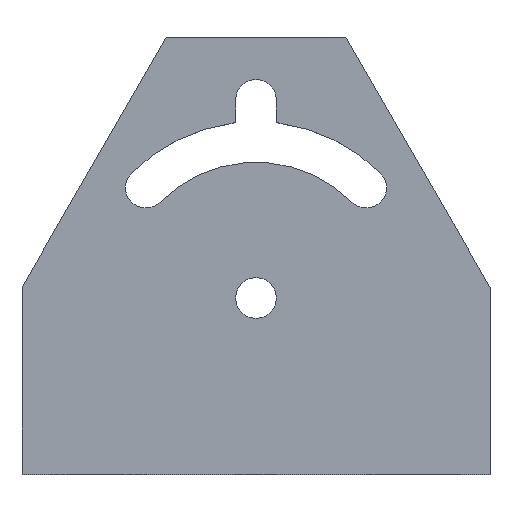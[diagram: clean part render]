
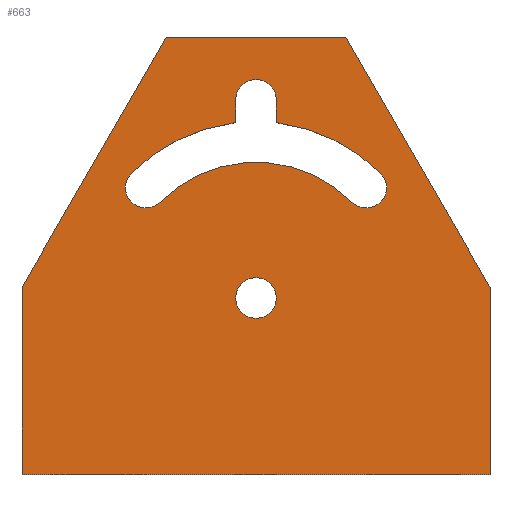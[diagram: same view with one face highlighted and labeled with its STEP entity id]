
A CAD part, top view. The second image highlights one B-rep face of the part: STEP entity #663.
In plain terms, the highlighted planar face has unit normal (0, 0, 1).
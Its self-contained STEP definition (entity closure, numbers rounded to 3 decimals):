
#37=FACE_BOUND('',#120,.T.);
#38=FACE_BOUND('',#121,.T.);
#58=CIRCLE('',#738,1.);
#59=CIRCLE('',#740,56.5);
#60=CIRCLE('',#742,6.5);
#61=CIRCLE('',#743,6.5);
#62=CIRCLE('',#744,1.);
#63=CIRCLE('',#745,56.5);
#64=CIRCLE('',#746,6.5);
#65=CIRCLE('',#747,43.5);
#66=CIRCLE('',#748,6.5);
#77=FACE_OUTER_BOUND('',#119,.T.);
#119=EDGE_LOOP('',(#520,#521,#522,#523,#524,#525,#526,#527));
#120=EDGE_LOOP('',(#528));
#121=EDGE_LOOP('',(#529,#530,#531,#532,#533,#534,#535,#536,#537,#538));
#151=LINE('',#983,#219);
#154=LINE('',#990,#222);
#157=LINE('',#995,#225);
#161=LINE('',#1003,#229);
#177=LINE('',#1062,#245);
#189=LINE('',#1098,#257);
#190=LINE('',#1100,#258);
#191=LINE('',#1101,#259);
#192=LINE('',#1105,#260);
#193=LINE('',#1109,#261);
#219=VECTOR('',#784,10.);
#222=VECTOR('',#789,10.);
#225=VECTOR('',#794,10.);
#229=VECTOR('',#800,10.);
#245=VECTOR('',#848,10.);
#257=VECTOR('',#882,10.);
#258=VECTOR('',#883,10.);
#259=VECTOR('',#884,10.);
#260=VECTOR('',#887,10.);
#261=VECTOR('',#890,10.);
#287=VERTEX_POINT('',#980);
#288=VERTEX_POINT('',#982);
#290=VERTEX_POINT('',#987);
#291=VERTEX_POINT('',#989);
#294=VERTEX_POINT('',#1000);
#295=VERTEX_POINT('',#1002);
#322=VERTEX_POINT('',#1061);
#333=VERTEX_POINT('',#1088);
#334=VERTEX_POINT('',#1089);
#335=VERTEX_POINT('',#1094);
#336=VERTEX_POINT('',#1099);
#337=VERTEX_POINT('',#1102);
#338=VERTEX_POINT('',#1104);
#339=VERTEX_POINT('',#1106);
#340=VERTEX_POINT('',#1108);
#341=VERTEX_POINT('',#1110);
#342=VERTEX_POINT('',#1112);
#343=VERTEX_POINT('',#1114);
#344=VERTEX_POINT('',#1116);
#351=EDGE_CURVE('',#287,#288,#151,.T.);
#354=EDGE_CURVE('',#290,#291,#154,.T.);
#357=EDGE_CURVE('',#291,#287,#157,.T.);
#361=EDGE_CURVE('',#295,#294,#161,.T.);
#391=EDGE_CURVE('',#322,#295,#177,.T.);
#405=EDGE_CURVE('',#333,#334,#58,.T.);
#408=EDGE_CURVE('',#335,#334,#59,.T.);
#410=EDGE_CURVE('',#322,#290,#189,.T.);
#411=EDGE_CURVE('',#336,#294,#190,.T.);
#412=EDGE_CURVE('',#288,#336,#191,.T.);
#413=EDGE_CURVE('',#337,#337,#60,.T.);
#414=EDGE_CURVE('',#333,#338,#192,.T.);
#415=EDGE_CURVE('',#338,#339,#61,.T.);
#416=EDGE_CURVE('',#339,#340,#193,.T.);
#417=EDGE_CURVE('',#341,#340,#62,.T.);
#418=EDGE_CURVE('',#341,#342,#63,.T.);
#419=EDGE_CURVE('',#342,#343,#64,.T.);
#420=EDGE_CURVE('',#343,#344,#65,.T.);
#421=EDGE_CURVE('',#344,#335,#66,.T.);
#520=ORIENTED_EDGE('',*,*,#351,.F.);
#521=ORIENTED_EDGE('',*,*,#357,.F.);
#522=ORIENTED_EDGE('',*,*,#354,.F.);
#523=ORIENTED_EDGE('',*,*,#410,.F.);
#524=ORIENTED_EDGE('',*,*,#391,.T.);
#525=ORIENTED_EDGE('',*,*,#361,.T.);
#526=ORIENTED_EDGE('',*,*,#411,.F.);
#527=ORIENTED_EDGE('',*,*,#412,.F.);
#528=ORIENTED_EDGE('',*,*,#413,.T.);
#529=ORIENTED_EDGE('',*,*,#405,.F.);
#530=ORIENTED_EDGE('',*,*,#414,.T.);
#531=ORIENTED_EDGE('',*,*,#415,.T.);
#532=ORIENTED_EDGE('',*,*,#416,.T.);
#533=ORIENTED_EDGE('',*,*,#417,.F.);
#534=ORIENTED_EDGE('',*,*,#418,.T.);
#535=ORIENTED_EDGE('',*,*,#419,.T.);
#536=ORIENTED_EDGE('',*,*,#420,.T.);
#537=ORIENTED_EDGE('',*,*,#421,.T.);
#538=ORIENTED_EDGE('',*,*,#408,.T.);
#641=PLANE('',#741);
#663=ADVANCED_FACE('',(#77,#37,#38),#641,.T.);
#738=AXIS2_PLACEMENT_3D('',#1090,#871,#872);
#740=AXIS2_PLACEMENT_3D('',#1095,#877,#878);
#741=AXIS2_PLACEMENT_3D('',#1097,#880,#881);
#742=AXIS2_PLACEMENT_3D('',#1103,#885,#886);
#743=AXIS2_PLACEMENT_3D('',#1107,#888,#889);
#744=AXIS2_PLACEMENT_3D('',#1111,#891,#892);
#745=AXIS2_PLACEMENT_3D('',#1113,#893,#894);
#746=AXIS2_PLACEMENT_3D('',#1115,#895,#896);
#747=AXIS2_PLACEMENT_3D('',#1117,#897,#898);
#748=AXIS2_PLACEMENT_3D('',#1118,#899,#900);
#784=DIRECTION('',(0.5,-0.866,0.));
#789=DIRECTION('',(0.5,0.866,0.));
#794=DIRECTION('',(1.,0.,0.));
#800=DIRECTION('',(1.,0.,0.));
#848=DIRECTION('',(0.,-1.,0.));
#871=DIRECTION('center_axis',(0.,0.,-1.));
#872=DIRECTION('ref_axis',(-1.,0.,0.));
#877=DIRECTION('center_axis',(0.,0.,-1.));
#878=DIRECTION('ref_axis',(0.115,-0.993,0.));
#880=DIRECTION('center_axis',(0.,0.,1.));
#881=DIRECTION('ref_axis',(1.,0.,0.));
#882=DIRECTION('',(0.,1.,0.));
#883=DIRECTION('',(0.,-1.,0.));
#884=DIRECTION('',(0.,-1.,0.));
#885=DIRECTION('center_axis',(0.,0.,-1.));
#886=DIRECTION('ref_axis',(-1.,0.,0.));
#887=DIRECTION('',(0.,1.,0.));
#888=DIRECTION('center_axis',(0.,0.,-1.));
#889=DIRECTION('ref_axis',(-1.,0.,0.));
#890=DIRECTION('',(0.,-1.,0.));
#891=DIRECTION('center_axis',(0.,0.,-1.));
#892=DIRECTION('ref_axis',(1.,0.,0.));
#893=DIRECTION('center_axis',(0.,0.,-1.));
#894=DIRECTION('ref_axis',(-0.707,-0.707,0.));
#895=DIRECTION('center_axis',(0.,0.,-1.));
#896=DIRECTION('ref_axis',(0.707,0.707,0.));
#897=DIRECTION('center_axis',(0.,0.,1.));
#898=DIRECTION('ref_axis',(0.707,0.707,0.));
#899=DIRECTION('center_axis',(0.,0.,-1.));
#900=DIRECTION('ref_axis',(0.707,-0.707,0.));
#980=CARTESIAN_POINT('',(28.812,83.5,5.));
#982=CARTESIAN_POINT('',(75.,3.5,5.));
#983=CARTESIAN_POINT('',(28.812,83.5,5.));
#987=CARTESIAN_POINT('',(-75.,3.5,5.));
#989=CARTESIAN_POINT('',(-28.812,83.5,5.));
#990=CARTESIAN_POINT('',(-75.,3.5,5.));
#995=CARTESIAN_POINT('',(-28.812,83.5,5.));
#1000=CARTESIAN_POINT('',(75.,-56.5,5.));
#1002=CARTESIAN_POINT('',(-75.,-56.5,5.));
#1003=CARTESIAN_POINT('',(0.,-56.5,5.));
#1061=CARTESIAN_POINT('',(-75.,-46.5,5.));
#1062=CARTESIAN_POINT('',(-75.,-27.086,5.));
#1088=CARTESIAN_POINT('',(-6.5,57.009,5.));
#1089=CARTESIAN_POINT('',(-7.37,56.017,5.));
#1090=CARTESIAN_POINT('Origin',(-7.5,57.009,5.));
#1094=CARTESIAN_POINT('',(-39.952,39.952,5.));
#1095=CARTESIAN_POINT('Origin',(0.,0.,5.));
#1097=CARTESIAN_POINT('Origin',(0.,2.329,
5.));
#1098=CARTESIAN_POINT('',(-75.,-56.5,5.));
#1099=CARTESIAN_POINT('',(75.,-46.5,5.));
#1100=CARTESIAN_POINT('',(75.,-24.586,5.));
#1101=CARTESIAN_POINT('',(75.,3.5,5.));
#1102=CARTESIAN_POINT('',(6.5,0.,5.));
#1103=CARTESIAN_POINT('Origin',(0.,0.,5.));
#1104=CARTESIAN_POINT('',(-6.5,63.5,5.));
#1105=CARTESIAN_POINT('',(-6.5,29.414,5.));
#1106=CARTESIAN_POINT('',(6.5,63.5,5.));
#1107=CARTESIAN_POINT('Origin',(0.,63.5,5.));
#1108=CARTESIAN_POINT('',(6.5,57.009,5.));
#1109=CARTESIAN_POINT('',(6.5,32.914,5.));
#1110=CARTESIAN_POINT('',(7.37,56.017,5.));
#1111=CARTESIAN_POINT('Origin',(7.5,57.009,5.));
#1112=CARTESIAN_POINT('',(39.952,39.952,5.));
#1113=CARTESIAN_POINT('Origin',(0.,0.,5.));
#1114=CARTESIAN_POINT('',(30.759,30.759,5.));
#1115=CARTESIAN_POINT('Origin',(35.355,35.355,5.));
#1116=CARTESIAN_POINT('',(-30.759,30.759,5.));
#1117=CARTESIAN_POINT('Origin',(0.,0.,5.));
#1118=CARTESIAN_POINT('Origin',(-35.355,35.355,5.));
